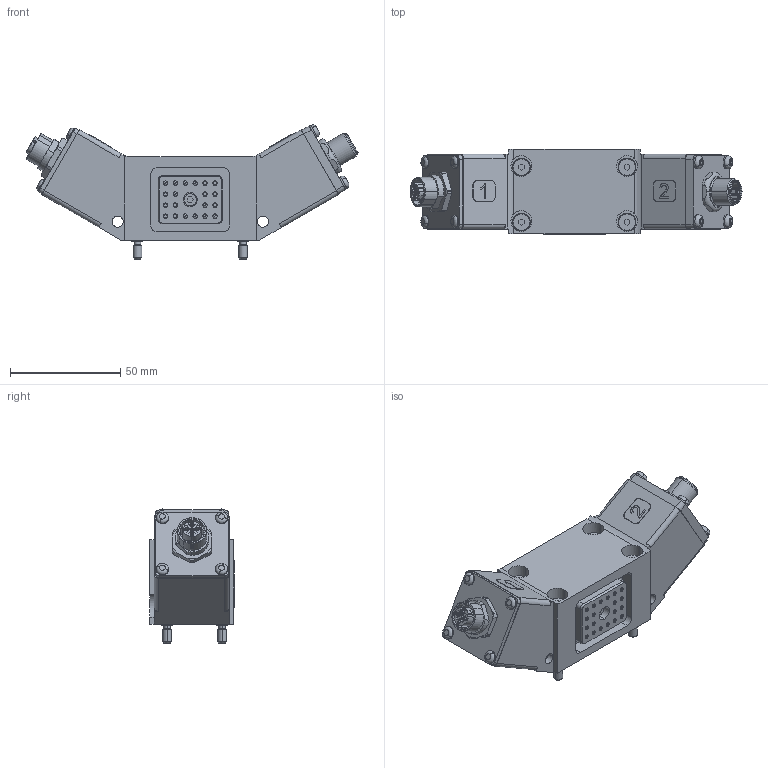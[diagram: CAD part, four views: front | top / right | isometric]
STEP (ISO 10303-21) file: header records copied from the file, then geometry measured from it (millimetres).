
FILE_DESCRIPTION (( 'STEP AP214' ), '1' );
FILE_NAME ('P3316.STEP', '2024-10-22T11:47:05', ( '' ), ( '' ), 'SwSTEP 2.0', 'SolidWorks 2024', '' );
FILE_SCHEMA (( 'AUTOMOTIVE_DESIGN' ));
Length unit declared in the file: millimetre
Products named in the file (1): P3316
Bounding box: 150.88 x 38.6 x 60.96 mm (x, y, z)
Volume: 172089.7 mm3; surface area: 48931.7 mm2
Topology: 41 solids, 51 shells, 2626 faces, 6980 edges, 4511 vertices
Faces by surface type: plane 1056, cylinder 947, torus 412, cone 124, bspline 44, sphere 43
Entity records: 92097 total; most frequent: CARTESIAN_POINT 28270, ORIENTED_EDGE 13796, DIRECTION 12632, EDGE_CURVE 6898, AXIS2_PLACEMENT_3D 4920, VERTEX_POINT 4471, EDGE_LOOP 2817, VECTOR 2792
